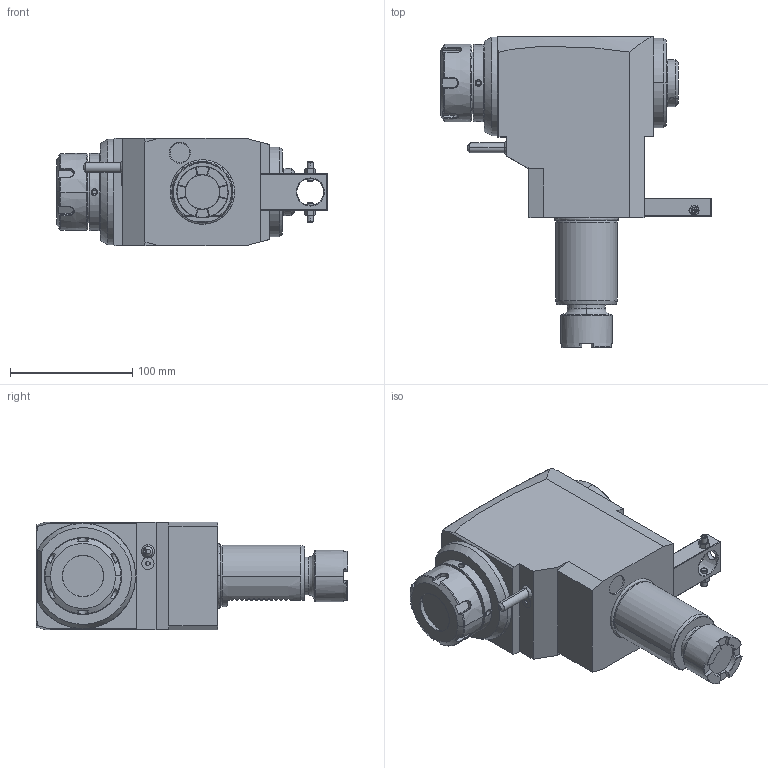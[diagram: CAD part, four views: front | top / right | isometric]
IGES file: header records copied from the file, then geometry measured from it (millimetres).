
Start section:  PTC IGES file: ngt1_50_251_40_3_2_110ja.igs
Global section: file name: ngt1_50_251_40_3_2_110ja.igs; native system: Pro/ENGINEER by Parametric Technology Corporation; preprocessor: 2010280; author: vali; organization: Unknown; date: 20230410.100127; units: millimetre
Bounding box: 221.1 x 254 x 88 mm (x, y, z)
Volume: 1886077.3 mm3; surface area: 122327.8 mm2
Topology: 1 solids, 2 shells, 480 faces, 1204 edges, 738 vertices
Faces by surface type: bspline 285, revolution 193, extrusion 2
